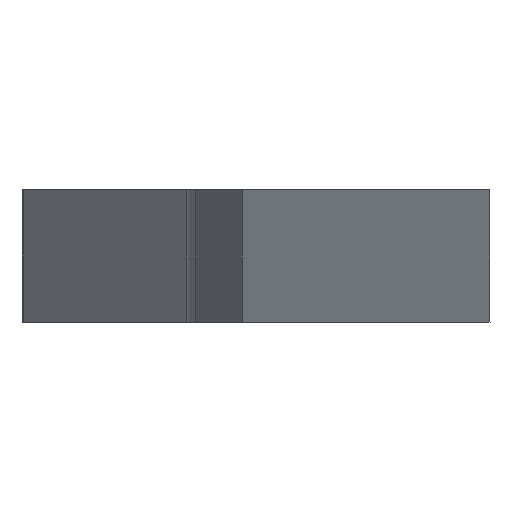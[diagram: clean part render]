
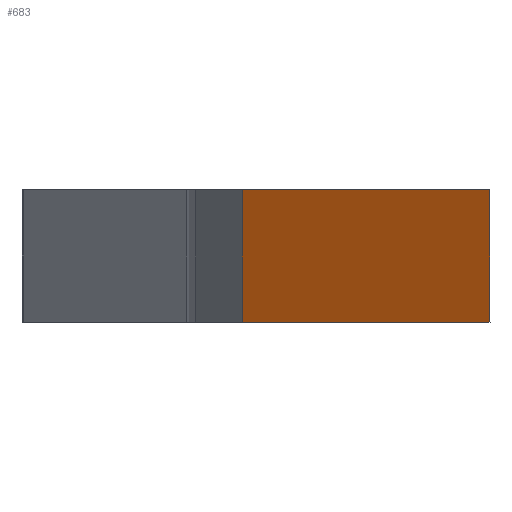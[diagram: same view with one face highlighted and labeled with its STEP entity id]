
A CAD part, left-side view. The second image highlights one B-rep face of the part: STEP entity #683.
In plain terms, the highlighted planar face has unit normal (-0.1, -0.995, 0).
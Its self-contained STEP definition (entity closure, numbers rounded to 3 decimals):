
#33 = PLANE('',#34);
#34 = AXIS2_PLACEMENT_3D('',#35,#36,#37);
#35 = CARTESIAN_POINT('',(4.54,-5.686,2.5)
  );
#36 = DIRECTION('',(0.,0.,1.
    ));
#37 = DIRECTION('',(-0.965,-0.263,0.)
  );
#163 = VERTEX_POINT('',#164);
#164 = CARTESIAN_POINT('',(50.862,-10.361,2.5
    ));
#178 = PLANE('',#179);
#179 = AXIS2_PLACEMENT_3D('',#180,#181,#182);
#180 = CARTESIAN_POINT('',(48.862,-3.011,
    0.));
#181 = DIRECTION('',(0.965,0.263,0.)
  );
#182 = DIRECTION('',(0.263,-0.965,0.)
  );
#190 = EDGE_CURVE('',#191,#163,#193,.T.);
#191 = VERTEX_POINT('',#192);
#192 = CARTESIAN_POINT('',(-41.782,-1.011,
    2.5));
#193 = SURFACE_CURVE('',#194,(#198,#205),.PCURVE_S1.);
#194 = LINE('',#195,#196);
#195 = CARTESIAN_POINT('',(-41.782,-1.011,
    2.5));
#196 = VECTOR('',#197,1.);
#197 = DIRECTION('',(0.995,-0.1,0.)
  );
#198 = PCURVE('',#33,#199);
#199 = DEFINITIONAL_REPRESENTATION('',(#200),#204);
#200 = LINE('',#201,#202);
#201 = CARTESIAN_POINT('',(43.47,-16.671));
#202 = VECTOR('',#203,1.);
#203 = DIRECTION('',(-0.934,0.358));
#204 = ( GEOMETRIC_REPRESENTATION_CONTEXT(2) 
PARAMETRIC_REPRESENTATION_CONTEXT() REPRESENTATION_CONTEXT('2D SPACE',''
  ) );
#205 = PCURVE('',#206,#211);
#206 = PLANE('',#207);
#207 = AXIS2_PLACEMENT_3D('',#208,#209,#210);
#208 = CARTESIAN_POINT('',(4.54,-5.686,
    0.));
#209 = DIRECTION('',(0.1,0.995,0.)
  );
#210 = DIRECTION('',(-0.995,0.1,0.)
  );
#211 = DEFINITIONAL_REPRESENTATION('',(#212),#216);
#212 = LINE('',#213,#214);
#213 = CARTESIAN_POINT('',(46.557,2.5));
#214 = VECTOR('',#215,1.);
#215 = DIRECTION('',(-1.,0.));
#216 = ( GEOMETRIC_REPRESENTATION_CONTEXT(2) 
PARAMETRIC_REPRESENTATION_CONTEXT() REPRESENTATION_CONTEXT('2D SPACE',''
  ) );
#234 = PLANE('',#235);
#235 = AXIS2_PLACEMENT_3D('',#236,#237,#238);
#236 = CARTESIAN_POINT('',(-38.586,-0.142,
    0.));
#237 = DIRECTION('',(-0.263,0.965,0.)
  );
#238 = DIRECTION('',(0.965,0.263,0.)
  );
#411 = PLANE('',#412);
#412 = AXIS2_PLACEMENT_3D('',#413,#414,#415);
#413 = CARTESIAN_POINT('',(4.541,-5.686,
    -2.5));
#414 = DIRECTION('',(0.,0.,
    1.));
#415 = DIRECTION('',(0.965,0.263,0.)
  );
#639 = EDGE_CURVE('',#191,#640,#642,.T.);
#640 = VERTEX_POINT('',#641);
#641 = CARTESIAN_POINT('',(-41.782,-1.011,
    -2.5));
#642 = SURFACE_CURVE('',#643,(#647,#654),.PCURVE_S1.);
#643 = LINE('',#644,#645);
#644 = CARTESIAN_POINT('',(-41.782,-1.011,
    2.5));
#645 = VECTOR('',#646,1.);
#646 = DIRECTION('',(0.,0.,
    -1.));
#647 = PCURVE('',#234,#648);
#648 = DEFINITIONAL_REPRESENTATION('',(#649),#653);
#649 = LINE('',#650,#651);
#650 = CARTESIAN_POINT('',(-3.312,-2.5));
#651 = VECTOR('',#652,1.);
#652 = DIRECTION('',(0.,1.));
#653 = ( GEOMETRIC_REPRESENTATION_CONTEXT(2) 
PARAMETRIC_REPRESENTATION_CONTEXT() REPRESENTATION_CONTEXT('2D SPACE',''
  ) );
#654 = PCURVE('',#206,#655);
#655 = DEFINITIONAL_REPRESENTATION('',(#656),#660);
#656 = LINE('',#657,#658);
#657 = CARTESIAN_POINT('',(46.557,2.5));
#658 = VECTOR('',#659,1.);
#659 = DIRECTION('',(0.,-1.));
#660 = ( GEOMETRIC_REPRESENTATION_CONTEXT(2) 
PARAMETRIC_REPRESENTATION_CONTEXT() REPRESENTATION_CONTEXT('2D SPACE',''
  ) );
#683 = ADVANCED_FACE('',(#684),#206,.F.);
#684 = FACE_BOUND('',#685,.F.);
#685 = EDGE_LOOP('',(#686,#687,#710,#731));
#686 = ORIENTED_EDGE('',*,*,#190,.T.);
#687 = ORIENTED_EDGE('',*,*,#688,.F.);
#688 = EDGE_CURVE('',#689,#163,#691,.T.);
#689 = VERTEX_POINT('',#690);
#690 = CARTESIAN_POINT('',(50.862,-10.361,
    -2.5));
#691 = SURFACE_CURVE('',#692,(#696,#703),.PCURVE_S1.);
#692 = LINE('',#693,#694);
#693 = CARTESIAN_POINT('',(50.862,-10.361,
    -2.5));
#694 = VECTOR('',#695,1.);
#695 = DIRECTION('',(0.,0.,
    1.));
#696 = PCURVE('',#206,#697);
#697 = DEFINITIONAL_REPRESENTATION('',(#698),#702);
#698 = LINE('',#699,#700);
#699 = CARTESIAN_POINT('',(-46.557,-2.5));
#700 = VECTOR('',#701,1.);
#701 = DIRECTION('',(0.,1.));
#702 = ( GEOMETRIC_REPRESENTATION_CONTEXT(2) 
PARAMETRIC_REPRESENTATION_CONTEXT() REPRESENTATION_CONTEXT('2D SPACE',''
  ) );
#703 = PCURVE('',#178,#704);
#704 = DEFINITIONAL_REPRESENTATION('',(#705),#709);
#705 = LINE('',#706,#707);
#706 = CARTESIAN_POINT('',(7.618,2.5));
#707 = VECTOR('',#708,1.);
#708 = DIRECTION('',(0.,-1.));
#709 = ( GEOMETRIC_REPRESENTATION_CONTEXT(2) 
PARAMETRIC_REPRESENTATION_CONTEXT() REPRESENTATION_CONTEXT('2D SPACE',''
  ) );
#710 = ORIENTED_EDGE('',*,*,#711,.F.);
#711 = EDGE_CURVE('',#640,#689,#712,.T.);
#712 = SURFACE_CURVE('',#713,(#717,#724),.PCURVE_S1.);
#713 = LINE('',#714,#715);
#714 = CARTESIAN_POINT('',(-41.782,-1.011,
    -2.5));
#715 = VECTOR('',#716,1.);
#716 = DIRECTION('',(0.995,-0.1,0.)
  );
#717 = PCURVE('',#206,#718);
#718 = DEFINITIONAL_REPRESENTATION('',(#719),#723);
#719 = LINE('',#720,#721);
#720 = CARTESIAN_POINT('',(46.557,-2.5));
#721 = VECTOR('',#722,1.);
#722 = DIRECTION('',(-1.,0.));
#723 = ( GEOMETRIC_REPRESENTATION_CONTEXT(2) 
PARAMETRIC_REPRESENTATION_CONTEXT() REPRESENTATION_CONTEXT('2D SPACE',''
  ) );
#724 = PCURVE('',#411,#725);
#725 = DEFINITIONAL_REPRESENTATION('',(#726),#730);
#726 = LINE('',#727,#728);
#727 = CARTESIAN_POINT('',(-43.471,16.671));
#728 = VECTOR('',#729,1.);
#729 = DIRECTION('',(0.934,-0.358));
#730 = ( GEOMETRIC_REPRESENTATION_CONTEXT(2) 
PARAMETRIC_REPRESENTATION_CONTEXT() REPRESENTATION_CONTEXT('2D SPACE',''
  ) );
#731 = ORIENTED_EDGE('',*,*,#639,.F.);
